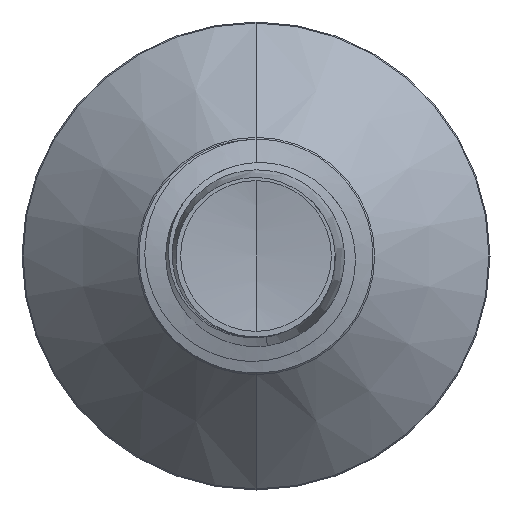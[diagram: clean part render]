
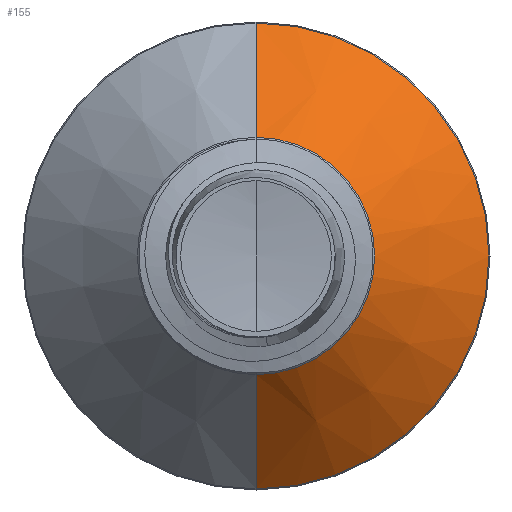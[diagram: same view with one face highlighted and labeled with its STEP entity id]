
A CAD part, front view. The second image highlights one B-rep face of the part: STEP entity #155.
In plain terms, the highlighted conical face has half-angle 45 degrees and reference radius 1.522 mm.
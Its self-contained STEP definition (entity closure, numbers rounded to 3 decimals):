
#16 = CARTESIAN_POINT ( 'NONE',  ( 0., 1.472, 0. ) ) ;
#155 = ADVANCED_FACE ( 'NONE', ( #1013 ), #1406, .T. ) ;
#760 = DIRECTION ( 'NONE',  ( 0., 0., 1. ) ) ;
#867 = ORIENTED_EDGE ( 'NONE', *, *, #4760, .T. ) ;
#1013 = FACE_OUTER_BOUND ( 'NONE', #5535, .T. ) ;
#1095 = DIRECTION ( 'NONE',  ( 0., 1., 0. ) ) ;
#1406 = CONICAL_SURFACE ( 'NONE', #1497, 1.522, 0.785 ) ;
#1492 = DIRECTION ( 'NONE',  ( 0., 1., 0. ) ) ;
#1497 = AXIS2_PLACEMENT_3D ( 'NONE', #16, #1095, #760 ) ;
#1698 = VERTEX_POINT ( 'NONE', #5361 ) ;
#1912 = AXIS2_PLACEMENT_3D ( 'NONE', #2063, #7321, #2915 ) ;
#2063 = CARTESIAN_POINT ( 'NONE',  ( 0., 2.937, 0. ) ) ;
#2363 = CARTESIAN_POINT ( 'NONE',  ( 0., 1.472, 1.522 ) ) ;
#2375 = VECTOR ( 'NONE', #6446, 1000. ) ;
#2829 = EDGE_CURVE ( 'NONE', #9727, #1698, #3490, .T. ) ;
#2915 = DIRECTION ( 'NONE',  ( 0., 0., 1. ) ) ;
#3490 = CIRCLE ( 'NONE', #1912, 2.987 ) ;
#3614 = VECTOR ( 'NONE', #6676, 1000. ) ;
#3663 = EDGE_CURVE ( 'NONE', #9856, #9727, #7502, .T. ) ;
#3844 = CARTESIAN_POINT ( 'NONE',  ( 0., 2.937, 2.987 ) ) ;
#4119 = ORIENTED_EDGE ( 'NONE', *, *, #3663, .F. ) ;
#4412 = LINE ( 'NONE', #9237, #2375 ) ;
#4760 = EDGE_CURVE ( 'NONE', #9856, #6400, #9723, .T. ) ;
#5361 = CARTESIAN_POINT ( 'NONE',  ( 0., 2.937, -2.987 ) ) ;
#5535 = EDGE_LOOP ( 'NONE', ( #867, #7988, #6114, #4119 ) ) ;
#5704 = EDGE_CURVE ( 'NONE', #6400, #1698, #4412, .T. ) ;
#6114 = ORIENTED_EDGE ( 'NONE', *, *, #2829, .F. ) ;
#6136 = CARTESIAN_POINT ( 'NONE',  ( 0., 1.472, 0. ) ) ;
#6400 = VERTEX_POINT ( 'NONE', #8155 ) ;
#6446 = DIRECTION ( 'NONE',  ( 0., 0.707, -0.707 ) ) ;
#6676 = DIRECTION ( 'NONE',  ( 0., 0.707, 0.707 ) ) ;
#6875 = DIRECTION ( 'NONE',  ( 0., 0., 1. ) ) ;
#7321 = DIRECTION ( 'NONE',  ( 0., 1., 0. ) ) ;
#7502 = LINE ( 'NONE', #9182, #3614 ) ;
#7564 = AXIS2_PLACEMENT_3D ( 'NONE', #6136, #1492, #6875 ) ;
#7988 = ORIENTED_EDGE ( 'NONE', *, *, #5704, .T. ) ;
#8155 = CARTESIAN_POINT ( 'NONE',  ( 0., 1.472, -1.522 ) ) ;
#9182 = CARTESIAN_POINT ( 'NONE',  ( 0., 1.472, 1.522 ) ) ;
#9237 = CARTESIAN_POINT ( 'NONE',  ( 0., 1.472, -1.522 ) ) ;
#9723 = CIRCLE ( 'NONE', #7564, 1.522 ) ;
#9727 = VERTEX_POINT ( 'NONE', #3844 ) ;
#9856 = VERTEX_POINT ( 'NONE', #2363 ) ;
